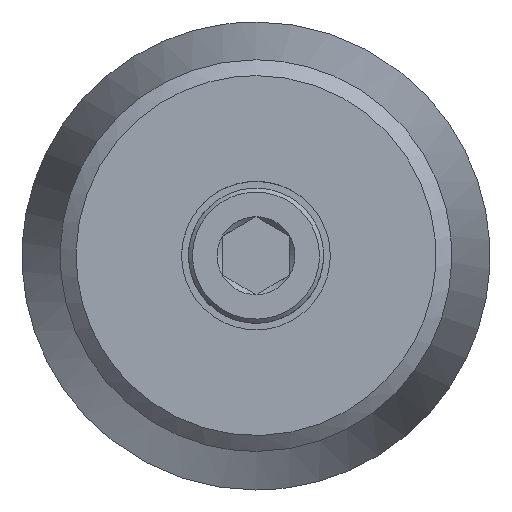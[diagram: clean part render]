
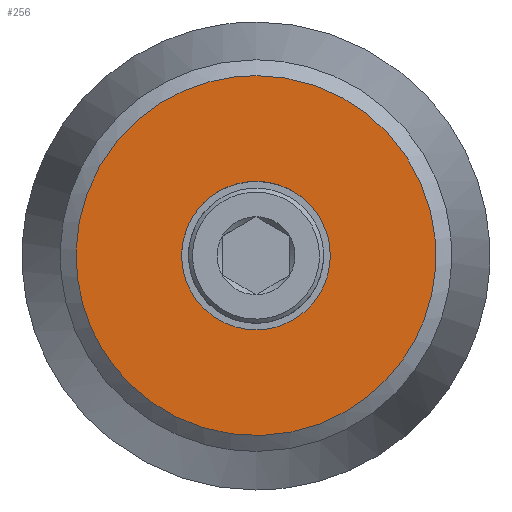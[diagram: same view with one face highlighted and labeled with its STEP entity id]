
A CAD part, top view. The second image highlights one B-rep face of the part: STEP entity #256.
In plain terms, the highlighted free-form (B-spline) face has degree [1, 1] with [2, 2] control points.
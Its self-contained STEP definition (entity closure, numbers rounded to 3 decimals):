
#221 = VERTEX_POINT('',#222);
#222 = CARTESIAN_POINT('',(0.,12.027,
    0.));
#227 = EDGE_CURVE('',#221,#221,#228,.T.);
#228 = ( BOUNDED_CURVE() B_SPLINE_CURVE(2,(#229,#230,#231,#232,#233,#234
,#235),.UNSPECIFIED.,.T.,.F.) B_SPLINE_CURVE_WITH_KNOTS((3,2,2,3),(
    3.142,5.236,7.33,9.425),
.PIECEWISE_BEZIER_KNOTS.) CURVE() GEOMETRIC_REPRESENTATION_ITEM() 
RATIONAL_B_SPLINE_CURVE((1.,0.5,1.,0.5,1.,0.5,1.)) REPRESENTATION_ITEM(
  '') );
#229 = CARTESIAN_POINT('',(0.,12.027,
    0.));
#230 = CARTESIAN_POINT('',(20.832,12.027,
    0.));
#231 = CARTESIAN_POINT('',(10.416,-6.014,
    0.));
#232 = CARTESIAN_POINT('',(0.,-24.054,
    0.));
#233 = CARTESIAN_POINT('',(-10.416,-6.014,
    0.));
#234 = CARTESIAN_POINT('',(-20.832,12.027,
    0.));
#235 = CARTESIAN_POINT('',(0.,12.027,
    0.));
#256 = ADVANCED_FACE('',(#257,#260),#274,.T.);
#257 = FACE_BOUND('',#258,.T.);
#258 = EDGE_LOOP('',(#259));
#259 = ORIENTED_EDGE('',*,*,#227,.F.);
#260 = FACE_BOUND('',#261,.T.);
#261 = EDGE_LOOP('',(#262));
#262 = ORIENTED_EDGE('',*,*,#263,.T.);
#263 = EDGE_CURVE('',#264,#264,#266,.T.);
#264 = VERTEX_POINT('',#265);
#265 = CARTESIAN_POINT('',(0.,-4.964,0.));
#266 = ( BOUNDED_CURVE() B_SPLINE_CURVE(2,(#267,#268,#269,#270,#271,#272
,#273),.UNSPECIFIED.,.T.,.F.) B_SPLINE_CURVE_WITH_KNOTS((3,2,2,3),(
    1.571,3.665,5.76,7.854),
.PIECEWISE_BEZIER_KNOTS.) CURVE() GEOMETRIC_REPRESENTATION_ITEM() 
RATIONAL_B_SPLINE_CURVE((1.,0.5,1.,0.5,1.,0.5,1.)) REPRESENTATION_ITEM(
  '') );
#267 = CARTESIAN_POINT('',(0.,-4.964,0.));
#268 = CARTESIAN_POINT('',(-8.598,-4.964,0.));
#269 = CARTESIAN_POINT('',(-4.299,2.482,0.));
#270 = CARTESIAN_POINT('',(0.,9.928,0.));
#271 = CARTESIAN_POINT('',(4.299,2.482,0.));
#272 = CARTESIAN_POINT('',(8.598,-4.964,0.));
#273 = CARTESIAN_POINT('',(0.,-4.964,0.));
#274 = B_SPLINE_SURFACE_WITH_KNOTS('',1,1,(
    (#275,#276)
    ,(#277,#278
    )),.UNSPECIFIED.,.F.,.F.,.F.,(2,2),(2,2),(-13.326,
    13.326),(-27.652,-1.),.PIECEWISE_BEZIER_KNOTS.);
#275 = CARTESIAN_POINT('',(-12.027,-12.027,
    0.));
#276 = CARTESIAN_POINT('',(-12.027,12.027,
    0.));
#277 = CARTESIAN_POINT('',(12.027,-12.027,
    0.));
#278 = CARTESIAN_POINT('',(12.027,12.027,
    0.));
